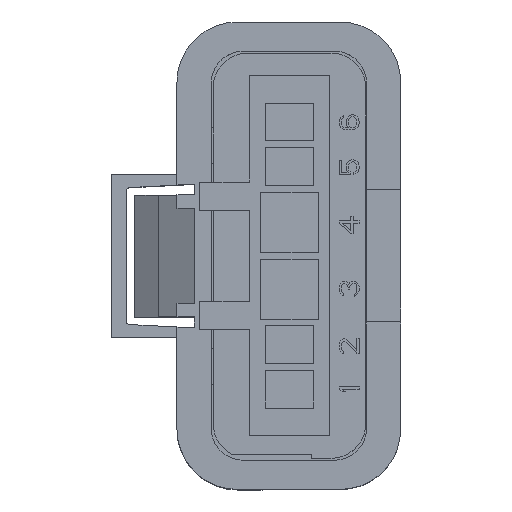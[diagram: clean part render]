
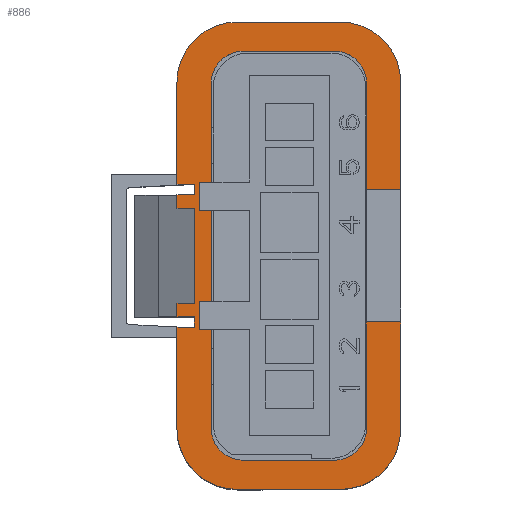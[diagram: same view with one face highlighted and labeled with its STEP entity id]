
A CAD part, top view. The second image highlights one B-rep face of the part: STEP entity #886.
In plain terms, the highlighted planar face has unit normal (0, 0, 1).
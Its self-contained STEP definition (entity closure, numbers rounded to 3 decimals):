
#210=CIRCLE('',#11869,2.4);
#212=CIRCLE('',#11872,2.4);
#214=CIRCLE('',#11875,2.4);
#216=CIRCLE('',#11878,2.4);
#338=CIRCLE('',#12471,4.5);
#340=CIRCLE('',#12475,4.5);
#342=CIRCLE('',#12479,4.5);
#344=CIRCLE('',#12483,4.5);
#886=ADVANCED_FACE('',(#1981),#1400,.T.);
#1400=PLANE('',#12486);
#1981=FACE_OUTER_BOUND('',#2625,.T.);
#2625=EDGE_LOOP('',(#5403,#5404,#5405,#5406,#5407,#5408,#5409,#5410,#5411,
#5412,#5413,#5414,#5415,#5416,#5417,#5418,#5419,#5420,#5421,#5422,#5423,
#5424,#5425,#5426,#5427,#5428,#5429,#5430,#5431,#5432,#5433,#5434));
#5403=ORIENTED_EDGE('',*,*,#8567,.T.);
#5404=ORIENTED_EDGE('',*,*,#8596,.T.);
#5405=ORIENTED_EDGE('',*,*,#8641,.F.);
#5406=ORIENTED_EDGE('',*,*,#8644,.T.);
#5407=ORIENTED_EDGE('',*,*,#8647,.T.);
#5408=ORIENTED_EDGE('',*,*,#8650,.T.);
#5409=ORIENTED_EDGE('',*,*,#8652,.T.);
#5410=ORIENTED_EDGE('',*,*,#8653,.T.);
#5411=ORIENTED_EDGE('',*,*,#8654,.T.);
#5412=ORIENTED_EDGE('',*,*,#8603,.T.);
#5413=ORIENTED_EDGE('',*,*,#8574,.T.);
#5414=ORIENTED_EDGE('',*,*,#8549,.T.);
#5415=ORIENTED_EDGE('',*,*,#8594,.T.);
#5416=ORIENTED_EDGE('',*,*,#8545,.T.);
#5417=ORIENTED_EDGE('',*,*,#8573,.T.);
#5418=ORIENTED_EDGE('',*,*,#8602,.T.);
#5419=ORIENTED_EDGE('',*,*,#8620,.T.);
#5420=ORIENTED_EDGE('',*,*,#8655,.T.);
#5421=ORIENTED_EDGE('',*,*,#8627,.F.);
#5422=ORIENTED_EDGE('',*,*,#8631,.F.);
#5423=ORIENTED_EDGE('',*,*,#8634,.F.);
#5424=ORIENTED_EDGE('',*,*,#8637,.F.);
#5425=ORIENTED_EDGE('',*,*,#8642,.F.);
#5426=ORIENTED_EDGE('',*,*,#8598,.T.);
#5427=ORIENTED_EDGE('',*,*,#7330,.T.);
#5428=ORIENTED_EDGE('',*,*,#7327,.T.);
#5429=ORIENTED_EDGE('',*,*,#8560,.T.);
#5430=ORIENTED_EDGE('',*,*,#7323,.T.);
#5431=ORIENTED_EDGE('',*,*,#8554,.T.);
#5432=ORIENTED_EDGE('',*,*,#7319,.T.);
#5433=ORIENTED_EDGE('',*,*,#8552,.T.);
#5434=ORIENTED_EDGE('',*,*,#7315,.F.);
#6226=VERTEX_POINT('',#15907);
#6227=VERTEX_POINT('',#15909);
#6230=VERTEX_POINT('',#15916);
#6231=VERTEX_POINT('',#15918);
#6234=VERTEX_POINT('',#15925);
#6235=VERTEX_POINT('',#15927);
#6238=VERTEX_POINT('',#15934);
#6239=VERTEX_POINT('',#15936);
#6241=VERTEX_POINT('',#15942);
#7027=VERTEX_POINT('',#18631);
#7028=VERTEX_POINT('',#18632);
#7029=VERTEX_POINT('',#18637);
#7030=VERTEX_POINT('',#18639);
#7040=VERTEX_POINT('',#18671);
#7045=VERTEX_POINT('',#18683);
#7046=VERTEX_POINT('',#18687);
#7062=VERTEX_POINT('',#18731);
#7063=VERTEX_POINT('',#18736);
#7064=VERTEX_POINT('',#18741);
#7065=VERTEX_POINT('',#18745);
#7075=VERTEX_POINT('',#18776);
#7079=VERTEX_POINT('',#18790);
#7081=VERTEX_POINT('',#18793);
#7083=VERTEX_POINT('',#18799);
#7086=VERTEX_POINT('',#18806);
#7088=VERTEX_POINT('',#18812);
#7090=VERTEX_POINT('',#18819);
#7091=VERTEX_POINT('',#18824);
#7094=VERTEX_POINT('',#18831);
#7096=VERTEX_POINT('',#18837);
#7097=VERTEX_POINT('',#18842);
#7098=VERTEX_POINT('',#18844);
#7315=EDGE_CURVE('',#6226,#6227,#210,.T.);
#7319=EDGE_CURVE('',#6231,#6230,#212,.T.);
#7323=EDGE_CURVE('',#6235,#6234,#214,.T.);
#7327=EDGE_CURVE('',#6239,#6238,#216,.T.);
#7330=EDGE_CURVE('',#6241,#6239,#8995,.T.);
#8545=EDGE_CURVE('',#7027,#7028,#10060,.T.);
#8549=EDGE_CURVE('',#7030,#7029,#10064,.T.);
#8552=EDGE_CURVE('',#6230,#6227,#10067,.T.);
#8554=EDGE_CURVE('',#6234,#6231,#10069,.T.);
#8560=EDGE_CURVE('',#6238,#6235,#10075,.T.);
#8567=EDGE_CURVE('',#6226,#7040,#10082,.T.);
#8573=EDGE_CURVE('',#7028,#7045,#10088,.T.);
#8574=EDGE_CURVE('',#7046,#7030,#10089,.T.);
#8594=EDGE_CURVE('',#7029,#7027,#10105,.T.);
#8596=EDGE_CURVE('',#7040,#7062,#10107,.T.);
#8598=EDGE_CURVE('',#7063,#6241,#10109,.T.);
#8602=EDGE_CURVE('',#7045,#7064,#10113,.T.);
#8603=EDGE_CURVE('',#7065,#7046,#10114,.T.);
#8620=EDGE_CURVE('',#7064,#7075,#10129,.T.);
#8627=EDGE_CURVE('',#7079,#7081,#10135,.T.);
#8631=EDGE_CURVE('',#7083,#7079,#338,.T.);
#8634=EDGE_CURVE('',#7086,#7083,#10140,.T.);
#8637=EDGE_CURVE('',#7088,#7086,#340,.T.);
#8641=EDGE_CURVE('',#7090,#7062,#10145,.T.);
#8642=EDGE_CURVE('',#7063,#7088,#10146,.T.);
#8644=EDGE_CURVE('',#7090,#7091,#342,.T.);
#8647=EDGE_CURVE('',#7091,#7094,#10149,.T.);
#8650=EDGE_CURVE('',#7094,#7096,#344,.T.);
#8652=EDGE_CURVE('',#7096,#7097,#10152,.T.);
#8653=EDGE_CURVE('',#7097,#7098,#10153,.T.);
#8654=EDGE_CURVE('',#7098,#7065,#10154,.T.);
#8655=EDGE_CURVE('',#7075,#7081,#10155,.T.);
#8995=LINE('',#15941,#10466);
#10060=LINE('',#18630,#11531);
#10064=LINE('',#18638,#11535);
#10067=LINE('',#18643,#11538);
#10069=LINE('',#18646,#11540);
#10075=LINE('',#18657,#11546);
#10082=LINE('',#18672,#11553);
#10088=LINE('',#18684,#11559);
#10089=LINE('',#18686,#11560);
#10105=LINE('',#18728,#11576);
#10107=LINE('',#18732,#11578);
#10109=LINE('',#18735,#11580);
#10113=LINE('',#18742,#11584);
#10114=LINE('',#18744,#11585);
#10129=LINE('',#18777,#11600);
#10135=LINE('',#18792,#11606);
#10140=LINE('',#18807,#11611);
#10145=LINE('',#18820,#11616);
#10146=LINE('',#18821,#11617);
#10149=LINE('',#18832,#11620);
#10152=LINE('',#18841,#11623);
#10153=LINE('',#18843,#11624);
#10154=LINE('',#18845,#11625);
#10155=LINE('',#18846,#11626);
#10466=VECTOR('',#12793,1.);
#11531=VECTOR('',#14972,1.);
#11535=VECTOR('',#14978,1.);
#11538=VECTOR('',#14983,1.);
#11540=VECTOR('',#14987,1.);
#11546=VECTOR('',#14995,1.);
#11553=VECTOR('',#15006,1.);
#11559=VECTOR('',#15014,1.);
#11560=VECTOR('',#15017,1.);
#11576=VECTOR('',#15053,1.);
#11578=VECTOR('',#15057,1.);
#11580=VECTOR('',#15061,1.);
#11584=VECTOR('',#15067,1.);
#11585=VECTOR('',#15070,1.);
#11600=VECTOR('',#15099,1.);
#11606=VECTOR('',#15113,1.);
#11611=VECTOR('',#15126,1.);
#11616=VECTOR('',#15139,1.);
#11617=VECTOR('',#15140,1.);
#11620=VECTOR('',#15151,1.);
#11623=VECTOR('',#15162,1.);
#11624=VECTOR('',#15163,1.);
#11625=VECTOR('',#15164,1.);
#11626=VECTOR('',#15165,1.);
#11869=AXIS2_PLACEMENT_3D('',#15908,#12763,#12764);
#11872=AXIS2_PLACEMENT_3D('',#15917,#12771,#12772);
#11875=AXIS2_PLACEMENT_3D('',#15926,#12779,#12780);
#11878=AXIS2_PLACEMENT_3D('',#15935,#12787,#12788);
#12471=AXIS2_PLACEMENT_3D('',#18801,#15119,#15120);
#12475=AXIS2_PLACEMENT_3D('',#18813,#15131,#15132);
#12479=AXIS2_PLACEMENT_3D('',#18826,#15144,#15145);
#12483=AXIS2_PLACEMENT_3D('',#18838,#15156,#15157);
#12486=AXIS2_PLACEMENT_3D('',#18847,#15166,#15167);
#12763=DIRECTION('',(0.,0.,1.));
#12764=DIRECTION('',(0.,-1.,0.));
#12771=DIRECTION('',(0.,0.,-1.));
#12772=DIRECTION('',(0.,-1.,0.));
#12779=DIRECTION('',(0.,0.,-1.));
#12780=DIRECTION('',(0.,-1.,0.));
#12787=DIRECTION('',(0.,0.,-1.));
#12788=DIRECTION('',(0.,-1.,0.));
#12793=DIRECTION('',(0.,-1.,0.));
#14972=DIRECTION('',(-1.,0.,0.));
#14978=DIRECTION('',(1.,0.,0.));
#14983=DIRECTION('',(1.,0.,0.));
#14987=DIRECTION('',(0.,1.,0.));
#14995=DIRECTION('',(-1.,0.,0.));
#15006=DIRECTION('',(0.,-1.,0.));
#15014=DIRECTION('',(0.,-1.,0.));
#15017=DIRECTION('',(0.,-1.,0.));
#15053=DIRECTION('',(0.,-1.,0.));
#15057=DIRECTION('',(1.,0.,0.));
#15061=DIRECTION('',(-1.,0.,0.));
#15067=DIRECTION('',(1.,0.,0.));
#15070=DIRECTION('',(-1.,0.,0.));
#15099=DIRECTION('',(0.,-1.,0.));
#15113=DIRECTION('',(0.,1.,0.));
#15119=DIRECTION('',(0.,0.,-1.));
#15120=DIRECTION('',(0.,-1.,0.));
#15126=DIRECTION('',(-1.,0.,0.));
#15131=DIRECTION('',(0.,0.,-1.));
#15132=DIRECTION('',(0.,-1.,0.));
#15139=DIRECTION('',(0.,-1.,0.));
#15140=DIRECTION('',(0.,-1.,0.));
#15144=DIRECTION('',(0.,0.,1.));
#15145=DIRECTION('',(0.,-1.,0.));
#15151=DIRECTION('',(-1.,0.,0.));
#15156=DIRECTION('',(0.,0.,1.));
#15157=DIRECTION('',(0.,-1.,0.));
#15162=DIRECTION('',(0.,-1.,0.));
#15163=DIRECTION('',(1.,0.,0.));
#15164=DIRECTION('',(0.,-1.,0.));
#15165=DIRECTION('',(-1.,0.,0.));
#15166=DIRECTION('',(0.,0.,1.));
#15167=DIRECTION('',(-1.,0.,0.));
#15907=CARTESIAN_POINT('',(5.8,12.875,32.4));
#15908=CARTESIAN_POINT('',(3.4,12.875,32.4));
#15909=CARTESIAN_POINT('',(3.4,15.275,32.4));
#15916=CARTESIAN_POINT('',(-3.4,15.275,32.4));
#15917=CARTESIAN_POINT('',(-3.4,12.875,32.4));
#15918=CARTESIAN_POINT('',(-5.8,12.875,32.4));
#15925=CARTESIAN_POINT('',(-5.8,-12.875,32.4));
#15926=CARTESIAN_POINT('',(-3.4,-12.875,32.4));
#15927=CARTESIAN_POINT('',(-3.4,-15.275,32.4));
#15934=CARTESIAN_POINT('',(3.4,-15.275,32.4));
#15935=CARTESIAN_POINT('',(3.4,-12.875,32.4));
#15936=CARTESIAN_POINT('',(5.8,-12.875,32.4));
#15941=CARTESIAN_POINT('',(5.8,-15.45,32.4));
#15942=CARTESIAN_POINT('',(5.8,-4.95,32.4));
#18630=CARTESIAN_POINT('',(9.43,-3.55,32.4));
#18631=CARTESIAN_POINT('',(-7.05,-3.55,32.4));
#18632=CARTESIAN_POINT('',(-8.35,-3.55,32.4));
#18637=CARTESIAN_POINT('',(-7.05,3.55,32.4));
#18638=CARTESIAN_POINT('',(9.43,3.55,32.4));
#18639=CARTESIAN_POINT('',(-8.35,3.55,32.4));
#18643=CARTESIAN_POINT('',(4.08,15.275,32.4));
#18646=CARTESIAN_POINT('',(-5.8,15.45,32.4));
#18657=CARTESIAN_POINT('',(-4.08,-15.275,32.4));
#18671=CARTESIAN_POINT('',(5.8,4.95,32.4));
#18672=CARTESIAN_POINT('',(5.8,20.34,32.4));
#18683=CARTESIAN_POINT('',(-8.35,-4.55,32.4));
#18684=CARTESIAN_POINT('',(-8.35,20.34,32.4));
#18686=CARTESIAN_POINT('',(-8.35,20.34,32.4));
#18687=CARTESIAN_POINT('',(-8.35,4.55,32.4));
#18728=CARTESIAN_POINT('',(-7.05,3.503,32.4));
#18731=CARTESIAN_POINT('',(8.35,4.95,32.4));
#18732=CARTESIAN_POINT('',(6.089,4.95,32.4));
#18735=CARTESIAN_POINT('',(7.85,-4.95,32.4));
#18736=CARTESIAN_POINT('',(8.35,-4.95,32.4));
#18741=CARTESIAN_POINT('',(-7.05,-4.55,32.4));
#18742=CARTESIAN_POINT('',(-7.95,-4.55,32.4));
#18744=CARTESIAN_POINT('',(-6.85,4.55,32.4));
#18745=CARTESIAN_POINT('',(-7.05,4.55,32.4));
#18776=CARTESIAN_POINT('',(-7.05,-5.35,32.4));
#18777=CARTESIAN_POINT('',(-7.05,20.34,32.4));
#18790=CARTESIAN_POINT('',(-8.35,-12.95,32.4));
#18792=CARTESIAN_POINT('',(-8.35,-4.59,32.4));
#18793=CARTESIAN_POINT('',(-8.35,-5.35,32.4));
#18799=CARTESIAN_POINT('',(-3.85,-17.45,32.4));
#18801=CARTESIAN_POINT('',(-3.85,-12.95,32.4));
#18806=CARTESIAN_POINT('',(3.85,-17.45,32.4));
#18807=CARTESIAN_POINT('',(4.62,-17.45,32.4));
#18812=CARTESIAN_POINT('',(8.35,-12.95,32.4));
#18813=CARTESIAN_POINT('',(3.85,-12.95,32.4));
#18819=CARTESIAN_POINT('',(8.35,12.95,32.4));
#18820=CARTESIAN_POINT('',(8.35,20.34,32.4));
#18821=CARTESIAN_POINT('',(8.35,15.54,32.4));
#18824=CARTESIAN_POINT('',(3.85,17.45,32.4));
#18826=CARTESIAN_POINT('',(3.85,12.95,32.4));
#18831=CARTESIAN_POINT('',(-3.85,17.45,32.4));
#18832=CARTESIAN_POINT('',(9.43,17.45,32.4));
#18837=CARTESIAN_POINT('',(-8.35,12.95,32.4));
#18838=CARTESIAN_POINT('',(-3.85,12.95,32.4));
#18841=CARTESIAN_POINT('',(-8.35,20.34,32.4));
#18842=CARTESIAN_POINT('',(-8.35,5.35,32.4));
#18843=CARTESIAN_POINT('',(-7.85,5.35,32.4));
#18844=CARTESIAN_POINT('',(-7.05,5.35,32.4));
#18845=CARTESIAN_POINT('',(-7.05,20.34,32.4));
#18846=CARTESIAN_POINT('',(-6.85,-5.35,32.4));
#18847=CARTESIAN_POINT('',(9.43,20.34,32.4));
